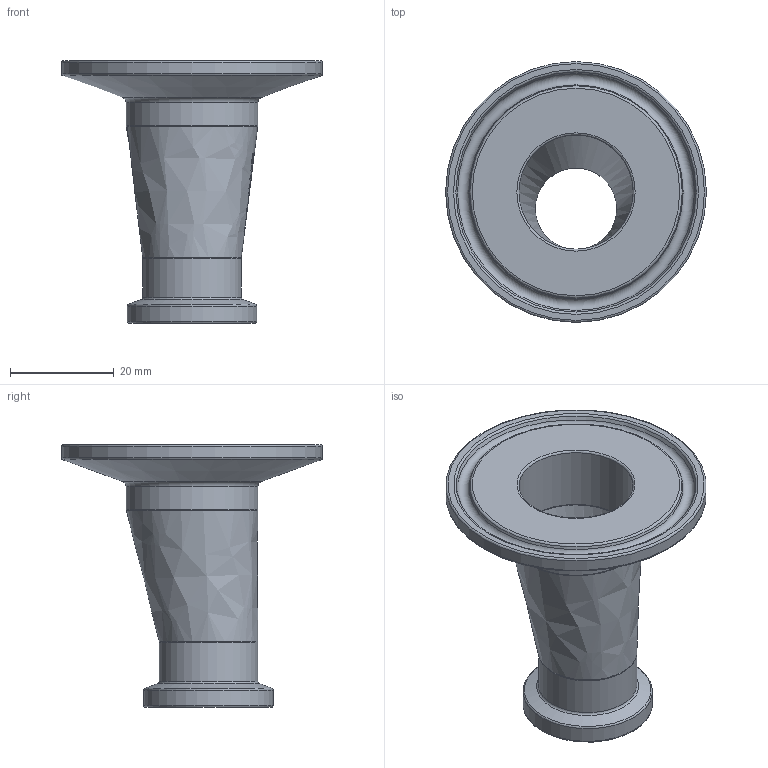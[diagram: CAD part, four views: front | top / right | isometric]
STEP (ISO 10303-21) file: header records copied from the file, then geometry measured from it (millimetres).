
FILE_DESCRIPTION(/* description */ (''),/* implementation_level */ '2;1');
FILE_NAME(/* name */ 'S32-14MP-1X.75.stp',/* time_stamp */ '2018-11-27T13:39:24-05:00',/* author */ ('rick'),/* organization */ (''),/* preprocessor_version */ 'ST-DEVELOPER v15.2',/* originating_system */ 'Autodesk Inventor 2014',/* authorisation */ '');
FILE_SCHEMA (('AUTOMOTIVE_DESIGN { 1 0 10303 214 3 1 1 }'));
Length unit declared in the file: inch
Products named in the file (1): S32-14MP-1X.75
Bounding box: 50.39 x 50.39 x 50.8 mm (x, y, z)
Volume: 12763.6 mm3; surface area: 10503 mm2
Topology: 1 solids, 1 shells, 462 faces, 1249 edges, 827 vertices
Faces by surface type: bspline 236, plane 199, torus 15, cylinder 7, cone 5
Full cylindrical faces by diameter (mm): 15.748 x1, 19.05 x1, 21.895 x1, 22.098 x1, 24.994 x1, 25.4 x1, 50.394 x1
Entity records: 18475 total; most frequent: CARTESIAN_POINT 8799, ORIENTED_EDGE 2444, EDGE_CURVE 1222, DIRECTION 1165, VERTEX_POINT 827, B_SPLINE_CURVE_WITH_KNOTS 601, EDGE_LOOP 529, ADVANCED_FACE 462
